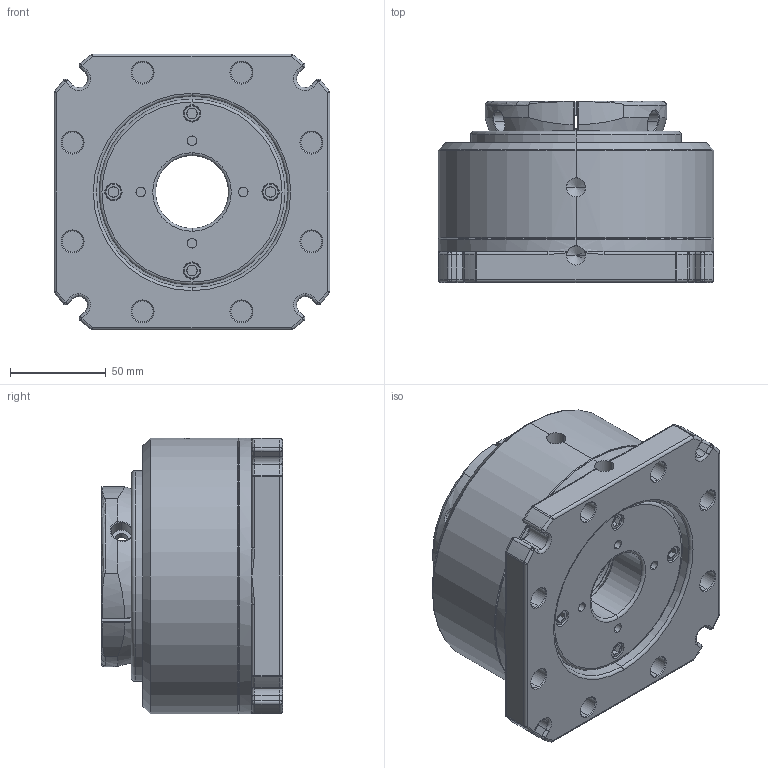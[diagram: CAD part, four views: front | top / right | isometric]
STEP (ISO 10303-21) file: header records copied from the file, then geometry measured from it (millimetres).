
FILE_DESCRIPTION (( 'STEP AP214' ), '1' );
FILE_NAME ('²Õ¦X¥ó2.STEP', '2020-06-20T02:59:55', ( 'Microsoft' ), ( 'Microsoft' ), 'SwSTEP 2.0', 'SolidWorks 2016', '' );
FILE_SCHEMA (( 'AUTOMOTIVE_DESIGN' ));
Length unit declared in the file: millimetre
Products named in the file (1): 組合件2
Bounding box: 144 x 94.53 x 144 mm (x, y, z)
Volume: 1097658.4 mm3; surface area: 151316.6 mm2
Topology: 2 solids, 2 shells, 557 faces, 1344 edges, 777 vertices
Faces by surface type: cylinder 199, plane 128, torus 91, cone 67, sphere 40, bspline 32
Entity records: 28132 total; most frequent: CARTESIAN_POINT 9280, DIRECTION 2784, ORIENTED_EDGE 2600, EDGE_CURVE 1300, AXIS2_PLACEMENT_3D 1157, VERTEX_POINT 773, CIRCLE 631, EDGE_LOOP 601
